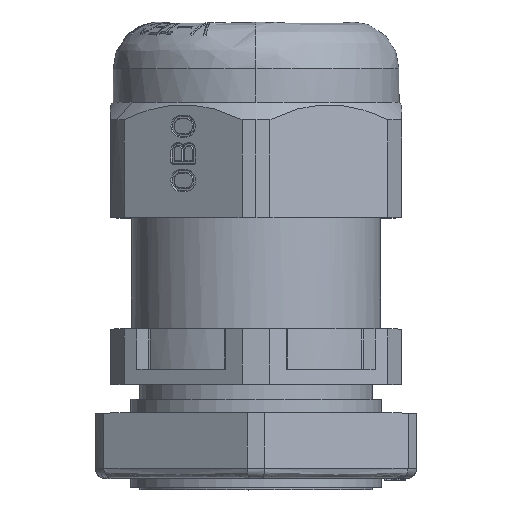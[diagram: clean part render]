
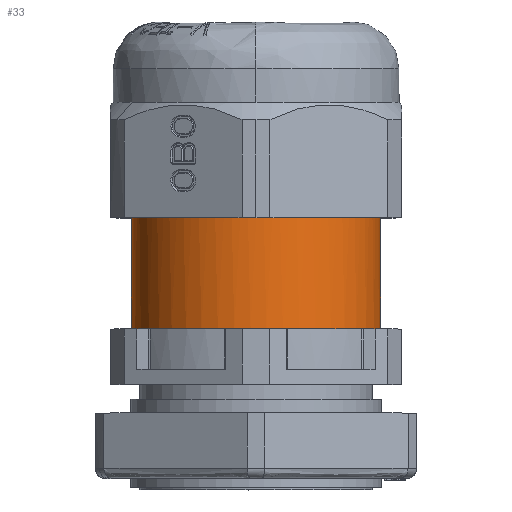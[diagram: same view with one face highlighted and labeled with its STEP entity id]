
A CAD part, top view. The second image highlights one B-rep face of the part: STEP entity #33.
In plain terms, the highlighted free-form (B-spline) face has degree [2, 1] with [5, 2] control points.
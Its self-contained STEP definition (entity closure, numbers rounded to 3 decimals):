
#33=ADVANCED_FACE('',(#948),#13748,.T.);
#948=FACE_OUTER_BOUND('',#1808,.T.);
#1808=EDGE_LOOP('',(#2764,#2765,#2766,#2767));
#2764=ORIENTED_EDGE('',*,*,#8404,.T.);
#2765=ORIENTED_EDGE('',*,*,#7453,.F.);
#2766=ORIENTED_EDGE('',*,*,#7468,.F.);
#2767=ORIENTED_EDGE('',*,*,#8406,.F.);
#7453=EDGE_CURVE('',#12189,#12813,#11878,.T.);
#7468=EDGE_CURVE('',#12199,#12189,#9811,.T.);
#8404=EDGE_CURVE('',#12812,#12813,#11965,.T.);
#8406=EDGE_CURVE('',#12812,#12199,#11967,.T.);
#9811=B_SPLINE_CURVE_WITH_KNOTS('',1,(#18010,#18011),.UNSPECIFIED.,.F.,
 .F.,(2,2),(0.467,8.071),.UNSPECIFIED.);
#11878=(
BOUNDED_CURVE()
B_SPLINE_CURVE(2,(#17952,#17953,#17954,#17955,#17956),.UNSPECIFIED.,.F.,
 .F.)
B_SPLINE_CURVE_WITH_KNOTS((3,2,3),(0.,1.571,3.142),
 .UNSPECIFIED.)
CURVE()
GEOMETRIC_REPRESENTATION_ITEM()
RATIONAL_B_SPLINE_CURVE((1.,0.707,1.,0.707,1.))
REPRESENTATION_ITEM('')
);
#11965=(
BOUNDED_CURVE()
B_SPLINE_CURVE(1,(#19999,#20000),.UNSPECIFIED.,.F.,.F.)
B_SPLINE_CURVE_WITH_KNOTS((2,2),(0.467,8.071),
 .UNSPECIFIED.)
CURVE()
GEOMETRIC_REPRESENTATION_ITEM()
RATIONAL_B_SPLINE_CURVE((1.,1.))
REPRESENTATION_ITEM('')
);
#11967=(
BOUNDED_CURVE()
B_SPLINE_CURVE(2,(#20006,#20007,#20008,#20009,#20010),.UNSPECIFIED.,.F.,
 .F.)
B_SPLINE_CURVE_WITH_KNOTS((3,2,3),(-3.142,-1.571,0.),
 .UNSPECIFIED.)
CURVE()
GEOMETRIC_REPRESENTATION_ITEM()
RATIONAL_B_SPLINE_CURVE((1.,0.707,1.,0.707,1.))
REPRESENTATION_ITEM('')
);
#12189=VERTEX_POINT('',#17280);
#12199=VERTEX_POINT('',#17290);
#12812=VERTEX_POINT('',#17903);
#12813=VERTEX_POINT('',#17904);
#13748=(
BOUNDED_SURFACE()
B_SPLINE_SURFACE(2,1,((#16274,#16275),(#16276,#16277),(#16278,#16279),(#16280,
#16281),(#16282,#16283)),.UNSPECIFIED.,.F.,.F.,.F.)
B_SPLINE_SURFACE_WITH_KNOTS((3,2,3),(2,2),(0.,1.571,3.142),
(0.,11.892),.UNSPECIFIED.)
GEOMETRIC_REPRESENTATION_ITEM()
RATIONAL_B_SPLINE_SURFACE(((1.,1.),(0.707,0.707),
(1.,1.),(0.707,0.707),(1.,1.)))
REPRESENTATION_ITEM('')
SURFACE()
);
#16274=CARTESIAN_POINT('',(-12.4,-31.78,8.6));
#16275=CARTESIAN_POINT('',(-12.4,1.528,8.6));
#16276=CARTESIAN_POINT('',(-12.4,-31.78,21.));
#16277=CARTESIAN_POINT('',(-12.4,1.528,21.));
#16278=CARTESIAN_POINT('',(0.,-31.78,21.));
#16279=CARTESIAN_POINT('',(0.,1.528,21.));
#16280=CARTESIAN_POINT('',(12.4,-31.78,21.));
#16281=CARTESIAN_POINT('',(12.4,1.528,21.));
#16282=CARTESIAN_POINT('',(12.4,-31.78,8.6));
#16283=CARTESIAN_POINT('',(12.4,1.528,8.6));
#17280=CARTESIAN_POINT('',(-12.4,-9.172,8.6));
#17290=CARTESIAN_POINT('',(-12.4,-30.472,8.6));
#17903=CARTESIAN_POINT('',(12.4,-30.472,8.6));
#17904=CARTESIAN_POINT('',(12.4,-9.172,8.6));
#17952=CARTESIAN_POINT('',(-12.4,-9.172,8.6));
#17953=CARTESIAN_POINT('',(-12.4,-9.172,21.));
#17954=CARTESIAN_POINT('',(0.,-9.172,21.));
#17955=CARTESIAN_POINT('',(12.4,-9.172,21.));
#17956=CARTESIAN_POINT('',(12.4,-9.172,8.6));
#18010=CARTESIAN_POINT('',(-12.4,-30.472,8.6));
#18011=CARTESIAN_POINT('',(-12.4,-9.172,8.6));
#19999=CARTESIAN_POINT('',(12.4,-30.472,8.6));
#20000=CARTESIAN_POINT('',(12.4,-9.172,8.6));
#20006=CARTESIAN_POINT('',(12.4,-30.472,8.6));
#20007=CARTESIAN_POINT('',(12.4,-30.472,21.));
#20008=CARTESIAN_POINT('',(0.,-30.472,21.));
#20009=CARTESIAN_POINT('',(-12.4,-30.472,21.));
#20010=CARTESIAN_POINT('',(-12.4,-30.472,8.6));
